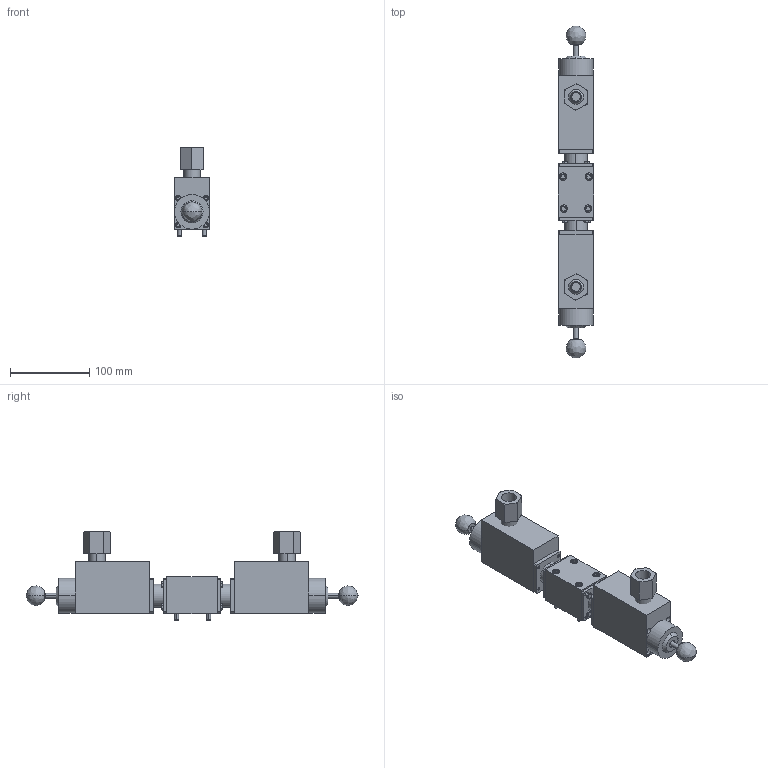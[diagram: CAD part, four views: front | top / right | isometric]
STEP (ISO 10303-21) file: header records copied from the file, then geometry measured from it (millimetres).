
FILE_DESCRIPTION (( 'STEP AP214' ), '1' );
FILE_NAME ('DISTR-UL-Bob-AB.STEP', '2016-01-20T09:13:27', ( '' ), ( '' ), 'SwSTEP 2.0', 'SolidWorks 2012', '' );
FILE_SCHEMA (( 'AUTOMOTIVE_DESIGN' ));
Length unit declared in the file: millimetre
Products named in the file (1): DISTR-UL-Bob-AB
Bounding box: 45 x 420 x 112 mm (x, y, z)
Volume: 648698.8 mm3; surface area: 194420.6 mm2
Topology: 35 solids, 35 shells, 1028 faces, 2533 edges, 1645 vertices
Faces by surface type: cylinder 409, plane 356, cone 146, bspline 117
Entity records: 49517 total; most frequent: CARTESIAN_POINT 13680, DIRECTION 5065, ORIENTED_EDGE 4954, EDGE_CURVE 2477, AXIS2_PLACEMENT_3D 2020, VERTEX_POINT 1645, EDGE_LOOP 1238, CIRCLE 1108
